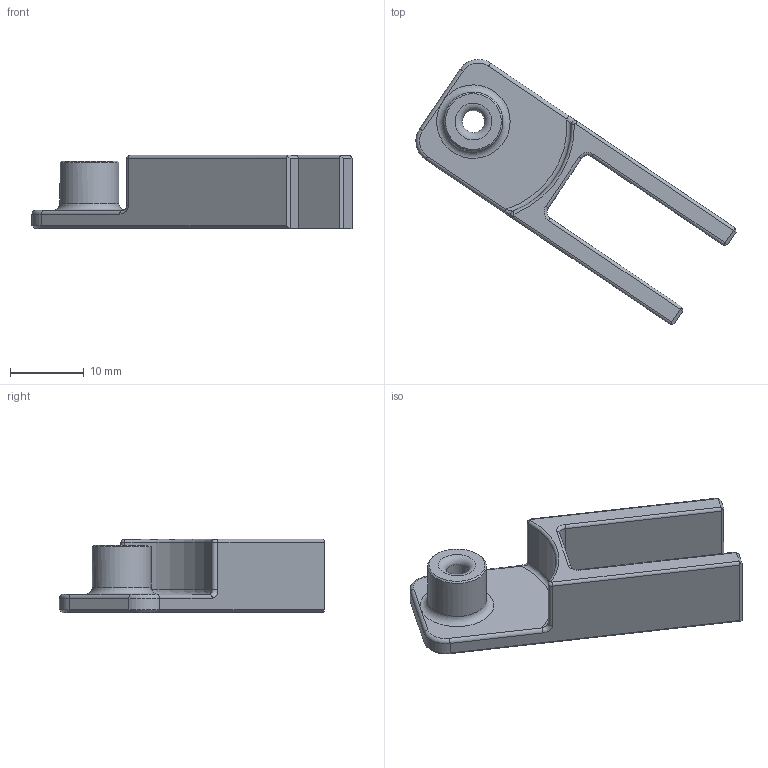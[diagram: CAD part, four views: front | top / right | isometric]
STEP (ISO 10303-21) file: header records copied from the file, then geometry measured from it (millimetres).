
FILE_DESCRIPTION(/* description */ (''),/* implementation_level */ '2;1');
FILE_NAME(/* name */ 'Tensioner.step',/* time_stamp */ '2020-06-19T04:13:07-03:00',/* author */ (''),/* organization */ (''),/* preprocessor_version */ 'ST-DEVELOPER v18.1',/* originating_system */ 'Autodesk Translation Framework v9.3.0.1241',/* authorisation */ '');
FILE_SCHEMA (('AUTOMOTIVE_DESIGN { 1 0 10303 214 3 1 1 }'));
Length unit declared in the file: millimetre
Products named in the file (1): Tensioner
Bounding box: 43.5 x 36.03 x 10 mm (x, y, z)
Volume: 2549.2 mm3; surface area: 2488.2 mm2
Topology: 1 solids, 1 shells, 71 faces, 172 edges, 103 vertices
Faces by surface type: plane 35, cylinder 17, torus 9, cone 6, bspline 4
Full cylindrical faces by diameter (mm): 3 x1, 8 x1
Entity records: 2177 total; most frequent: CARTESIAN_POINT 471, DIRECTION 362, ORIENTED_EDGE 340, EDGE_CURVE 170, AXIS2_PLACEMENT_3D 128, LINE 106, VECTOR 106, VERTEX_POINT 103
